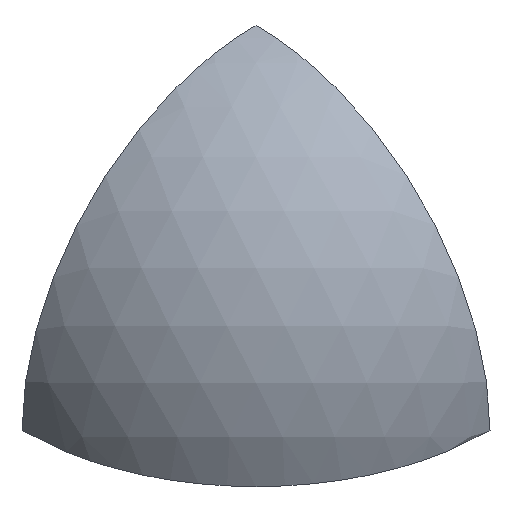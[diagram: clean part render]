
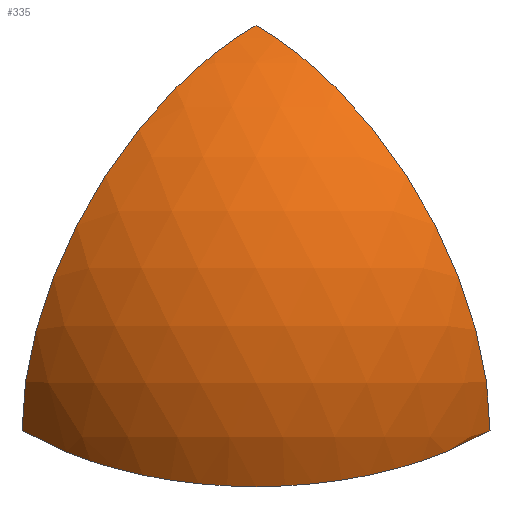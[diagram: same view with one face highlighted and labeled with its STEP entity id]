
A CAD part, front view. The second image highlights one B-rep face of the part: STEP entity #335.
In plain terms, the highlighted spherical face has radius 40 mm.
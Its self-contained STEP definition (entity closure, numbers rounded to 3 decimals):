
#112=CARTESIAN_POINT('',(0.,14.906,32.66));
#113=VERTEX_POINT('',#112);
#129=CARTESIAN_POINT('',(-28.284,14.906,-16.33));
#130=VERTEX_POINT('',#129);
#137=CARTESIAN_POINT('',(0.,38.,0.));
#138=DIRECTION('',(0.707,-0.577,-0.408));
#139=DIRECTION('',(0.0,-0.577,0.816));
#140=AXIS2_PLACEMENT_3D('',#137,#138,#139);
#141=CIRCLE('',#140,40.);
#142=EDGE_CURVE('',#113,#130,#141,.T.);
#162=CARTESIAN_POINT('',(28.284,14.906,-16.33));
#163=VERTEX_POINT('',#162);
#170=CARTESIAN_POINT('',(0.0,38.,0.));
#171=DIRECTION('',(0.0,-0.577,0.817));
#172=DIRECTION('',(0.0,0.817,0.577));
#173=AXIS2_PLACEMENT_3D('',#170,#171,#172);
#174=CIRCLE('',#173,40.);
#175=EDGE_CURVE('',#130,#163,#174,.T.);
#313=CARTESIAN_POINT('',(0.,38.,0.));
#314=DIRECTION('',(-0.707,-0.577,-0.408));
#315=DIRECTION('',(0.0,-0.577,0.816));
#316=AXIS2_PLACEMENT_3D('',#313,#314,#315);
#317=CIRCLE('',#316,40.);
#318=EDGE_CURVE('',#163,#113,#317,.T.);
#325=CARTESIAN_POINT('',(0.0,38.,0.0));
#326=DIRECTION('',(0.0,0.0,1.0));
#327=DIRECTION('',(1.0,0.0,0.0));
#328=AXIS2_PLACEMENT_3D('',#325,#326,#327);
#329=SPHERICAL_SURFACE('',#328,40.0);
#330=ORIENTED_EDGE('',*,*,#142,.T.);
#331=ORIENTED_EDGE('',*,*,#175,.T.);
#332=ORIENTED_EDGE('',*,*,#318,.T.);
#333=EDGE_LOOP('',(#330,#331,#332));
#334=FACE_OUTER_BOUND('',#333,.T.);
#335=ADVANCED_FACE('',(#334),#329,.T.);
